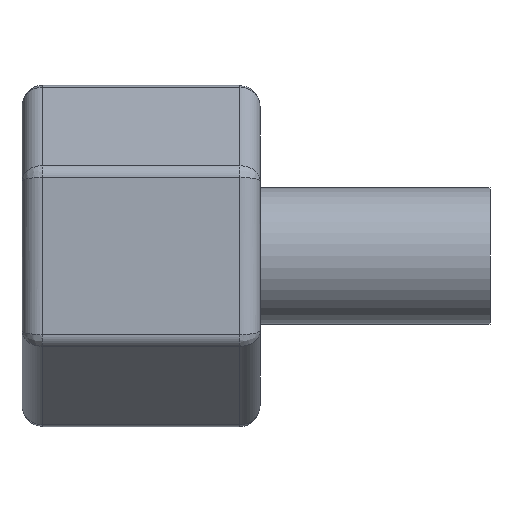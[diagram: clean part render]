
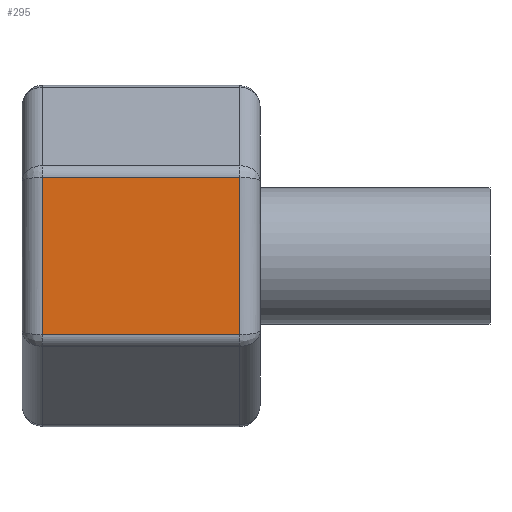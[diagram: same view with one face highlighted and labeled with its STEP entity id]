
A CAD part, front view. The second image highlights one B-rep face of the part: STEP entity #295.
In plain terms, the highlighted face is planar.
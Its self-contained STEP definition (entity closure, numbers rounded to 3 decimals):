
#107=FACE_OUTER_BOUND('',#423,.T.);
#149=LINE('',#1254,#185);
#150=LINE('',#1257,#186);
#151=LINE('',#1259,#187);
#152=LINE('',#1261,#188);
#185=VECTOR('',#1016,1.);
#186=VECTOR('',#1017,1.);
#187=VECTOR('',#1018,1.);
#188=VECTOR('',#1019,1.);
#295=ADVANCED_FACE('',(#107),#341,.T.);
#341=PLANE('',#868);
#423=EDGE_LOOP('',(#507,#508,#509,#510));
#507=ORIENTED_EDGE('',*,*,#733,.T.);
#508=ORIENTED_EDGE('',*,*,#734,.T.);
#509=ORIENTED_EDGE('',*,*,#735,.T.);
#510=ORIENTED_EDGE('',*,*,#736,.T.);
#677=VERTEX_POINT('',#1255);
#678=VERTEX_POINT('',#1256);
#679=VERTEX_POINT('',#1258);
#680=VERTEX_POINT('',#1260);
#733=EDGE_CURVE('',#677,#678,#149,.T.);
#734=EDGE_CURVE('',#678,#679,#150,.T.);
#735=EDGE_CURVE('',#679,#680,#151,.T.);
#736=EDGE_CURVE('',#680,#677,#152,.T.);
#868=AXIS2_PLACEMENT_3D('',#1262,#1020,#1021);
#1016=DIRECTION('',(0.,1.,0.));
#1017=DIRECTION('',(0.,0.,1.));
#1018=DIRECTION('',(0.,-1.,0.));
#1019=DIRECTION('',(0.,0.,-1.));
#1020=DIRECTION('',(1.,0.,0.));
#1021=DIRECTION('',(0.,0.,-1.));
#1254=CARTESIAN_POINT('',(11.,6.351,1.5));
#1255=CARTESIAN_POINT('',(11.,-5.774,1.5));
#1256=CARTESIAN_POINT('',(11.,5.774,1.5));
#1257=CARTESIAN_POINT('',(11.,5.774,17.5));
#1258=CARTESIAN_POINT('',(11.,5.774,16.));
#1259=CARTESIAN_POINT('',(11.,-6.351,16.));
#1260=CARTESIAN_POINT('',(11.,-5.774,16.));
#1261=CARTESIAN_POINT('',(11.,-5.774,17.5));
#1262=CARTESIAN_POINT('',(11.,6.351,17.5));
